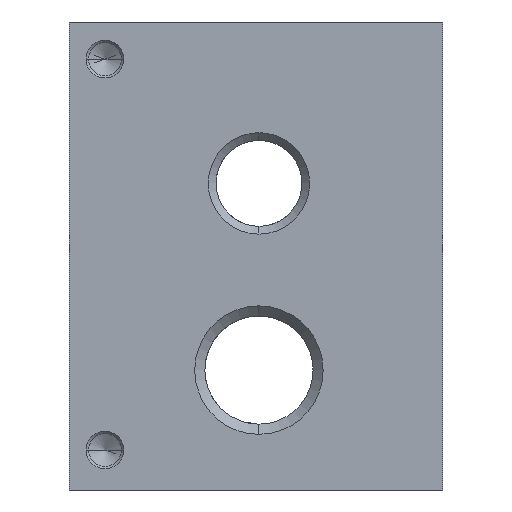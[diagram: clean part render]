
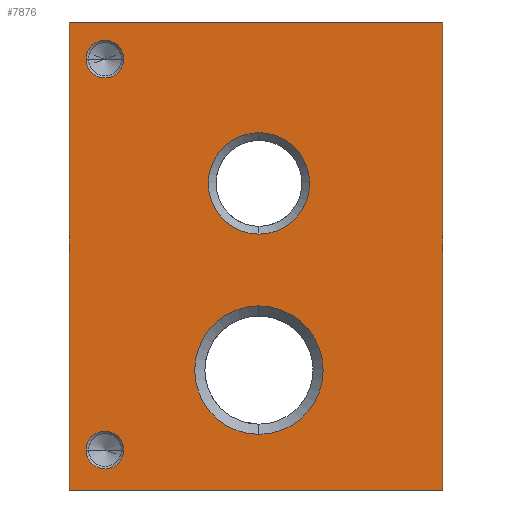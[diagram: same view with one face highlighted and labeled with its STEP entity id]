
A CAD part, front view. The second image highlights one B-rep face of the part: STEP entity #7876.
In plain terms, the highlighted planar face has unit normal (0, -1, 0).
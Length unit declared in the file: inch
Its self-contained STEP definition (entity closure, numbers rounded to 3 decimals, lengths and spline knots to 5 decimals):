
#5=DIRECTION('',(1.,0.,0.));
#6=VECTOR('',#5,3.938);
#7=CARTESIAN_POINT('',(0.,-16.25,0.));
#8=LINE('',#7,#6);
#75=DIRECTION('',(0.,0.,1.));
#76=VECTOR('',#75,4.938);
#77=CARTESIAN_POINT('',(3.938,-16.25,0.));
#78=LINE('',#77,#76);
#529=DIRECTION('',(0.,0.,1.));
#530=VECTOR('',#529,4.938);
#531=CARTESIAN_POINT('',(0.,-16.25,0.));
#532=LINE('',#531,#530);
#533=CARTESIAN_POINT('',(0.375,-16.25,0.422));
#534=DIRECTION('',(0.,1.,0.));
#535=DIRECTION('',(-1.,0.,0.));
#536=AXIS2_PLACEMENT_3D('',#533,#534,#535);
#538=CARTESIAN_POINT('',(0.375,-16.25,0.422));
#539=DIRECTION('',(0.,1.,0.));
#540=DIRECTION('',(1.,0.,0.));
#541=AXIS2_PLACEMENT_3D('',#538,#539,#540);
#543=CARTESIAN_POINT('',(0.375,-16.25,4.546));
#544=DIRECTION('',(0.,1.,0.));
#545=DIRECTION('',(-1.,0.,0.));
#546=AXIS2_PLACEMENT_3D('',#543,#544,#545);
#548=CARTESIAN_POINT('',(0.375,-16.25,4.546));
#549=DIRECTION('',(0.,1.,0.));
#550=DIRECTION('',(1.,0.,0.));
#551=AXIS2_PLACEMENT_3D('',#548,#549,#550);
#553=CARTESIAN_POINT('',(2.,-16.25,1.265));
#554=DIRECTION('',(0.,1.,0.));
#555=DIRECTION('',(0.,0.,-1.));
#556=AXIS2_PLACEMENT_3D('',#553,#554,#555);
#558=CARTESIAN_POINT('',(2.,-16.25,1.265));
#559=DIRECTION('',(0.,1.,0.));
#560=DIRECTION('',(0.,0.,1.));
#561=AXIS2_PLACEMENT_3D('',#558,#559,#560);
#563=CARTESIAN_POINT('',(2.,-16.25,3.235));
#564=DIRECTION('',(0.,1.,0.));
#565=DIRECTION('',(0.,0.,-1.));
#566=AXIS2_PLACEMENT_3D('',#563,#564,#565);
#568=CARTESIAN_POINT('',(2.,-16.25,3.235));
#569=DIRECTION('',(0.,1.,0.));
#570=DIRECTION('',(0.,0.,1.));
#571=AXIS2_PLACEMENT_3D('',#568,#569,#570);
#585=DIRECTION('',(1.,0.,0.));
#586=VECTOR('',#585,3.938);
#587=CARTESIAN_POINT('',(0.,-16.25,4.938));
#588=LINE('',#587,#586);
#6322=CARTESIAN_POINT('',(0.,-16.25,0.));
#6324=VERTEX_POINT('',#6322);
#6325=CARTESIAN_POINT('',(3.938,-16.25,0.));
#6326=VERTEX_POINT('',#6325);
#6330=CARTESIAN_POINT('',(0.,-16.25,4.938));
#6332=VERTEX_POINT('',#6330);
#6333=CARTESIAN_POINT('',(3.938,-16.25,4.938));
#6334=VERTEX_POINT('',#6333);
#7205=CARTESIAN_POINT('',(0.1765,-16.25,0.422));
#7207=VERTEX_POINT('',#7205);
#7209=CARTESIAN_POINT('',(0.5735,-16.25,0.422));
#7211=VERTEX_POINT('',#7209);
#7219=CARTESIAN_POINT('',(0.1765,-16.25,4.546));
#7221=VERTEX_POINT('',#7219);
#7223=CARTESIAN_POINT('',(0.5735,-16.25,4.546));
#7225=VERTEX_POINT('',#7223);
#7231=CARTESIAN_POINT('',(2.,-16.25,1.9425));
#7232=VERTEX_POINT('',#7231);
#7233=CARTESIAN_POINT('',(2.,-16.25,0.5875));
#7234=VERTEX_POINT('',#7233);
#7259=CARTESIAN_POINT('',(2.,-16.25,3.77));
#7260=VERTEX_POINT('',#7259);
#7261=CARTESIAN_POINT('',(2.,-16.25,2.7));
#7262=VERTEX_POINT('',#7261);
#7840=CARTESIAN_POINT('',(0.,-16.25,0.));
#7841=DIRECTION('',(0.,-1.,0.));
#7842=DIRECTION('',(1.,0.,0.));
#7843=AXIS2_PLACEMENT_3D('',#7840,#7841,#7842);
#7844=PLANE('',#7843);
#7845=ORIENTED_EDGE('',*,*,#7488,.F.);
#7846=ORIENTED_EDGE('',*,*,#7513,.T.);
#7848=ORIENTED_EDGE('',*,*,#7847,.T.);
#7849=ORIENTED_EDGE('',*,*,#7562,.F.);
#7850=EDGE_LOOP('',(#7845,#7846,#7848,#7849));
#7851=FACE_OUTER_BOUND('',#7850,.F.);
#7853=ORIENTED_EDGE('',*,*,#7852,.F.);
#7855=ORIENTED_EDGE('',*,*,#7854,.F.);
#7856=EDGE_LOOP('',(#7853,#7855));
#7857=FACE_BOUND('',#7856,.F.);
#7859=ORIENTED_EDGE('',*,*,#7858,.F.);
#7861=ORIENTED_EDGE('',*,*,#7860,.F.);
#7862=EDGE_LOOP('',(#7859,#7861));
#7863=FACE_BOUND('',#7862,.F.);
#7865=ORIENTED_EDGE('',*,*,#7864,.F.);
#7867=ORIENTED_EDGE('',*,*,#7866,.F.);
#7868=EDGE_LOOP('',(#7865,#7867));
#7869=FACE_BOUND('',#7868,.F.);
#7871=ORIENTED_EDGE('',*,*,#7870,.F.);
#7873=ORIENTED_EDGE('',*,*,#7872,.F.);
#7874=EDGE_LOOP('',(#7871,#7873));
#7875=FACE_BOUND('',#7874,.F.);
#7876=ADVANCED_FACE('',(#7851,#7857,#7863,#7869,#7875),#7844,.T.);
#537=CIRCLE('',#536,0.1985);
#542=CIRCLE('',#541,0.1985);
#547=CIRCLE('',#546,0.1985);
#552=CIRCLE('',#551,0.1985);
#557=CIRCLE('',#556,0.6775);
#562=CIRCLE('',#561,0.6775);
#567=CIRCLE('',#566,0.535);
#572=CIRCLE('',#571,0.535);
#7488=EDGE_CURVE('',#6324,#6326,#8,.T.);
#7513=EDGE_CURVE('',#6324,#6332,#532,.T.);
#7562=EDGE_CURVE('',#6326,#6334,#78,.T.);
#7847=EDGE_CURVE('',#6332,#6334,#588,.T.);
#7852=EDGE_CURVE('',#7207,#7211,#537,.T.);
#7854=EDGE_CURVE('',#7211,#7207,#542,.T.);
#7858=EDGE_CURVE('',#7221,#7225,#547,.T.);
#7860=EDGE_CURVE('',#7225,#7221,#552,.T.);
#7864=EDGE_CURVE('',#7234,#7232,#557,.T.);
#7866=EDGE_CURVE('',#7232,#7234,#562,.T.);
#7870=EDGE_CURVE('',#7262,#7260,#567,.T.);
#7872=EDGE_CURVE('',#7260,#7262,#572,.T.);
